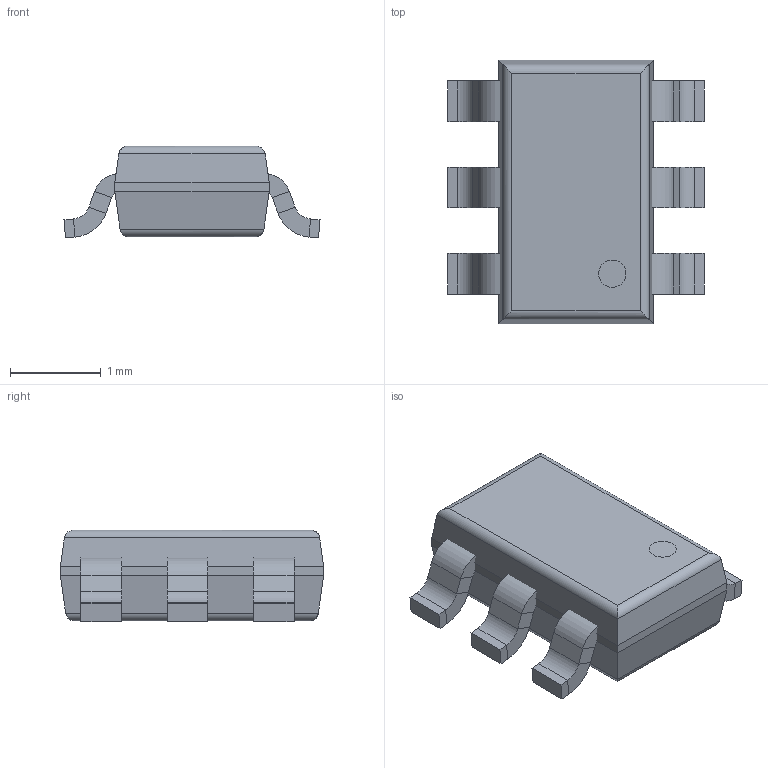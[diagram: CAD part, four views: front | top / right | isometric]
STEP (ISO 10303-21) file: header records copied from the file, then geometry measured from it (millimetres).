
FILE_DESCRIPTION(/* description */ (''),/* implementation_level */ '2;1');
FILE_NAME(/* name */ 'TSOT26.step',/* time_stamp */ '2023-06-21T05:31:33+02:00',/* author */ (''),/* organization */ (''),/* preprocessor_version */ 'ST-DEVELOPER v19.2',/* originating_system */ 'Autodesk Translation Framework v12.6.0.85',/* authorisation */ '');
FILE_SCHEMA (('AUTOMOTIVE_DESIGN { 1 0 10303 214 3 1 1 }'));
Length unit declared in the file: millimetre
Products named in the file (1): TSOT26
Bounding box: 2.82 x 2.9 x 1.01 mm (x, y, z)
Volume: 5.2 mm3; surface area: 27.5 mm2
Topology: 8 solids, 8 shells, 302 faces, 716 edges, 440 vertices
Faces by surface type: plane 155, bspline 113, cylinder 34
Full cylindrical faces by diameter (mm): 0.3 x2
Entity records: 9602 total; most frequent: CARTESIAN_POINT 3380, ORIENTED_EDGE 1432, DIRECTION 930, EDGE_CURVE 716, VERTEX_POINT 440, LINE 430, VECTOR 430, EDGE_LOOP 312
